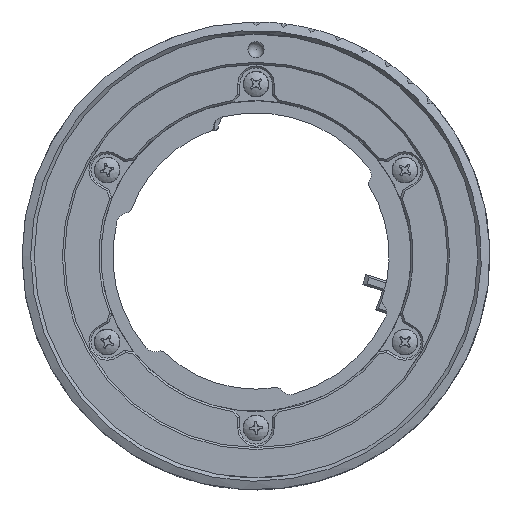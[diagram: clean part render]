
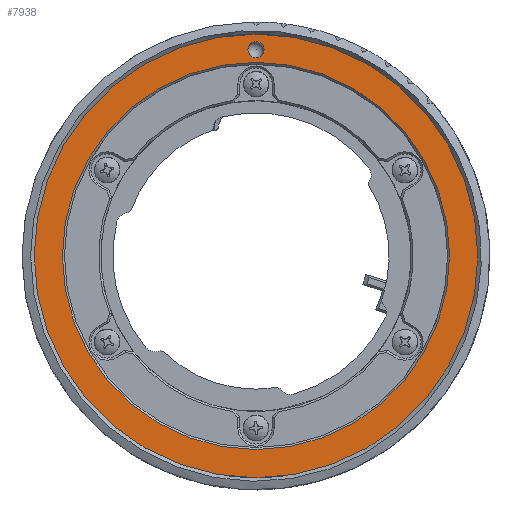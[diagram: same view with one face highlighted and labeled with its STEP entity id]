
A CAD part, top view. The second image highlights one B-rep face of the part: STEP entity #7938.
In plain terms, the highlighted planar face has unit normal (0, 0, 1).
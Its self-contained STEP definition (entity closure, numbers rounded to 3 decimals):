
#1766=ORIENTED_EDGE('',*,*,#3673,.T.);
#1767=ORIENTED_EDGE('',*,*,#3674,.T.);
#1768=ORIENTED_EDGE('',*,*,#3648,.F.);
#3648=EDGE_CURVE('',#4608,#4608,#5225,.T.);
#3673=EDGE_CURVE('',#4633,#4633,#5248,.T.);
#3674=EDGE_CURVE('',#4634,#4634,#5249,.T.);
#4608=VERTEX_POINT('',#11299);
#4633=VERTEX_POINT('',#11359);
#4634=VERTEX_POINT('',#11361);
#5225=CIRCLE('',#8394,27.5);
#5248=CIRCLE('',#8419,1.);
#5249=CIRCLE('',#8420,24.);
#5583=EDGE_LOOP('',(#1766));
#5584=EDGE_LOOP('',(#1767));
#5585=EDGE_LOOP('',(#1768));
#6037=FACE_BOUND('',#5583,.T.);
#6038=FACE_BOUND('',#5584,.T.);
#6039=FACE_BOUND('',#5585,.T.);
#6455=PLANE('',#8418);
#7938=ADVANCED_FACE('',(#6037,#6038,#6039),#6455,.F.);
#8394=AXIS2_PLACEMENT_3D('',#11298,#9351,#9352);
#8418=AXIS2_PLACEMENT_3D('',#11357,#9399,#9400);
#8419=AXIS2_PLACEMENT_3D('',#11358,#9401,#9402);
#8420=AXIS2_PLACEMENT_3D('',#11360,#9403,#9404);
#9351=DIRECTION('',(0.,0.,-1.));
#9352=DIRECTION('',(1.,0.,0.));
#9399=DIRECTION('',(0.,0.,-1.));
#9400=DIRECTION('',(-1.,0.,0.));
#9401=DIRECTION('',(0.,0.,-1.));
#9402=DIRECTION('',(1.,0.,0.));
#9403=DIRECTION('',(0.,0.,-1.));
#9404=DIRECTION('',(-1.,0.,0.));
#11298=CARTESIAN_POINT('',(0.,0.,24.05));
#11299=CARTESIAN_POINT('',(27.5,0.,24.05));
#11357=CARTESIAN_POINT('',(0.,0.,24.05));
#11358=CARTESIAN_POINT('',(0.,25.563,24.05));
#11359=CARTESIAN_POINT('',(1.,25.563,24.05));
#11360=CARTESIAN_POINT('',(0.,0.,24.05));
#11361=CARTESIAN_POINT('',(-24.,0.,24.05));
